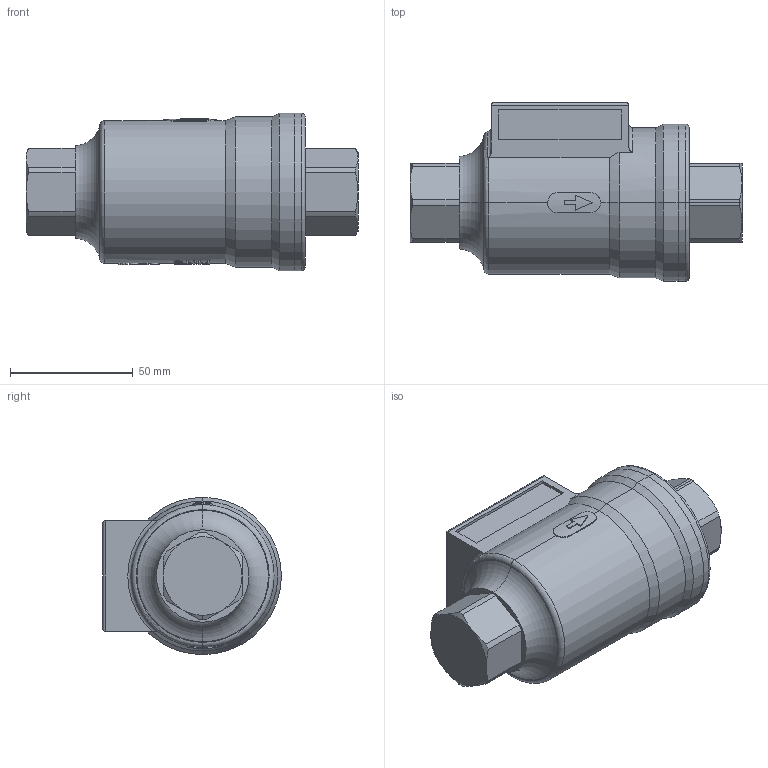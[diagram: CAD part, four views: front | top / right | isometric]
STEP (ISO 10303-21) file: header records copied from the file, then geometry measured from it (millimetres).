
FILE_DESCRIPTION (( 'STEP AP203' ), '1' );
FILE_NAME ('20装配体202207.STEP', '2022-07-28T09:55:39', ( '微软用户' ), ( '微软中国' ), 'SwSTEP 2.0', 'SolidWorks 2017', '' );
FILE_SCHEMA (( 'CONFIG_CONTROL_DESIGN' ));
Length unit declared in the file: millimetre
Products named in the file (3): esf02001酕郪蚾蚚; esf02011酕郪蚾蚚; 20蚾饜极202207
Assembly tree (2 placements, depth 2):
  20蚾饜极202207
    esf02001酕郪蚾蚚
    esf02011酕郪蚾蚚
Bounding box: 135 x 72.7 x 64 mm (x, y, z)
Volume: 153721.2 mm3; surface area: 53935.4 mm2
Topology: 2 solids, 2 shells, 435 faces, 1140 edges, 740 vertices
Faces by surface type: cylinder 190, bspline 138, plane 64, cone 23, torus 20
Entity records: 37056 total; most frequent: CARTESIAN_POINT 27950, ORIENTED_EDGE 2280, DIRECTION 1208, EDGE_CURVE 1140, VERTEX_POINT 740, B_SPLINE_CURVE_WITH_KNOTS 473, EDGE_LOOP 466, AXIS2_PLACEMENT_3D 465
